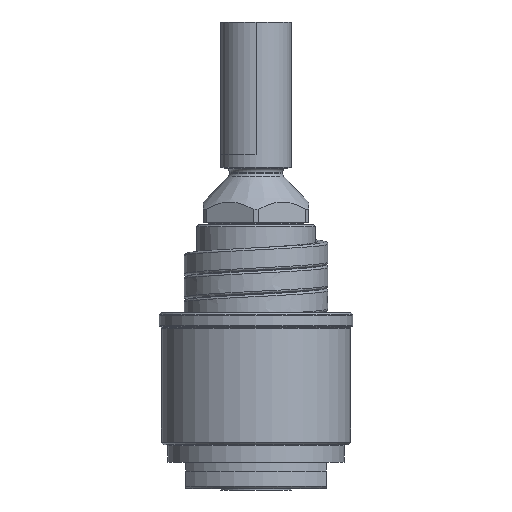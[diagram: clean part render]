
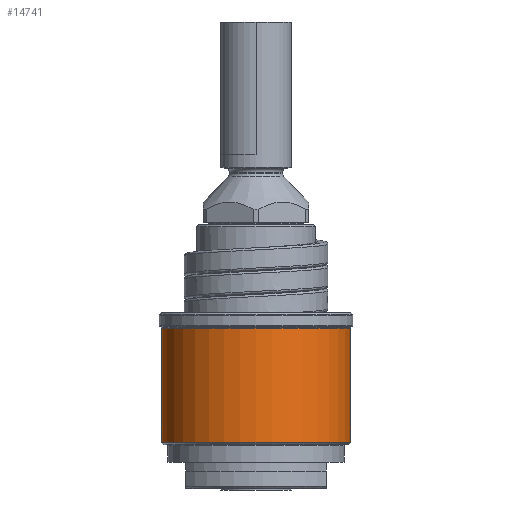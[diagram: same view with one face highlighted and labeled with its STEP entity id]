
A CAD part, front view. The second image highlights one B-rep face of the part: STEP entity #14741.
In plain terms, the highlighted cylindrical face has radius 21.5 mm (diameter 43 mm), a partial arc.
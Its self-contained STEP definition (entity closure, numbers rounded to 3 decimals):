
#5045=CARTESIAN_POINT('',(0.,0.,10.583));
#5046=DIRECTION('',(0.,0.,1.));
#5047=DIRECTION('',(-1.,0.,0.));
#5048=AXIS2_PLACEMENT_3D('',#5045,#5046,#5047);
#5050=DIRECTION('',(0.,0.,-1.));
#5051=VECTOR('',#5050,25.834);
#5052=CARTESIAN_POINT('',(-21.5,0.,36.417));
#5053=LINE('',#5052,#5051);
#5054=CARTESIAN_POINT('',(0.,0.,36.417));
#5055=DIRECTION('',(0.,0.,1.));
#5056=DIRECTION('',(-1.,0.,0.));
#5057=AXIS2_PLACEMENT_3D('',#5054,#5055,#5056);
#5059=DIRECTION('',(0.,0.,-1.));
#5060=VECTOR('',#5059,25.834);
#5061=CARTESIAN_POINT('',(21.5,0.,36.417));
#5062=LINE('',#5061,#5060);
#5404=CARTESIAN_POINT('',(21.5,0.,36.417));
#5405=CARTESIAN_POINT('',(-21.5,0.,36.417));
#5406=VERTEX_POINT('',#5404);
#5407=VERTEX_POINT('',#5405);
#5430=CARTESIAN_POINT('',(21.5,0.,10.583));
#5431=VERTEX_POINT('',#5430);
#5432=CARTESIAN_POINT('',(-21.5,0.,10.583));
#5433=VERTEX_POINT('',#5432);
#14729=CARTESIAN_POINT('',(0.,0.,8.5));
#14730=DIRECTION('',(0.,0.,1.));
#14731=DIRECTION('',(-1.,0.,0.));
#14732=AXIS2_PLACEMENT_3D('',#14729,#14730,#14731);
#14733=CYLINDRICAL_SURFACE('',#14732,21.5);
#14734=ORIENTED_EDGE('',*,*,#13144,.F.);
#14735=ORIENTED_EDGE('',*,*,#13125,.F.);
#14737=ORIENTED_EDGE('',*,*,#14736,.T.);
#14738=ORIENTED_EDGE('',*,*,#13121,.T.);
#14739=EDGE_LOOP('',(#14734,#14735,#14737,#14738));
#14740=FACE_OUTER_BOUND('',#14739,.F.);
#5049=CIRCLE('',#5048,21.5);
#5058=CIRCLE('',#5057,21.5);
#13121=EDGE_CURVE('',#5406,#5431,#5062,.T.);
#13125=EDGE_CURVE('',#5407,#5433,#5053,.T.);
#13144=EDGE_CURVE('',#5433,#5431,#5049,.T.);
#14736=EDGE_CURVE('',#5407,#5406,#5058,.T.);
#14741=ADVANCED_FACE('',(#14740),#14733,.T.);
